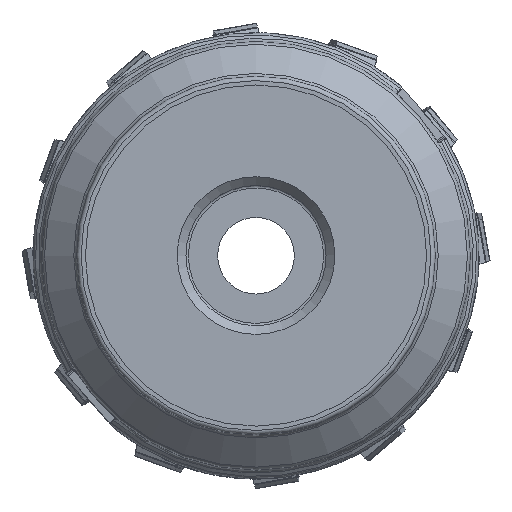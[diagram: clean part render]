
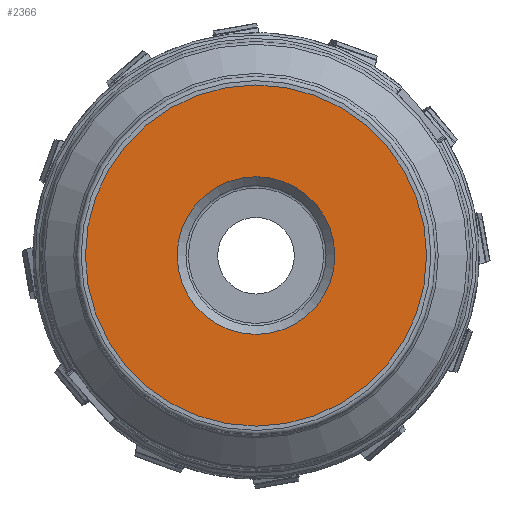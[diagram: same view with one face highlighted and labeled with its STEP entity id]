
A CAD part, top view. The second image highlights one B-rep face of the part: STEP entity #2366.
In plain terms, the highlighted planar face has unit normal (0, 0, 1).
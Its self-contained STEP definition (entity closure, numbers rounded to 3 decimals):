
#1378=FACE_BOUND('',#4886,.T.);
#1379=FACE_BOUND('',#4887,.T.);
#2366=ADVANCED_FACE('CU_BACK_F001',(#1378,#1379),#3385,.F.);
#3385=PLANE('',#19570);
#4886=EDGE_LOOP('',(#7167));
#4887=EDGE_LOOP('',(#7168));
#6161=CIRCLE('',#19567,38.965);
#6162=CIRCLE('',#19569,18.006);
#7167=ORIENTED_EDGE('',*,*,#14362,.F.);
#7168=ORIENTED_EDGE('',*,*,#14361,.T.);
#12469=VERTEX_POINT('',#29216);
#12470=VERTEX_POINT('',#29219);
#14361=EDGE_CURVE('',#12469,#12469,#6161,.T.);
#14362=EDGE_CURVE('',#12470,#12470,#6162,.T.);
#19567=AXIS2_PLACEMENT_3D('',#29215,#22136,#22137);
#19569=AXIS2_PLACEMENT_3D('',#29218,#22140,#22141);
#19570=AXIS2_PLACEMENT_3D('',#29220,#22142,#22143);
#22136=DIRECTION('',(0.,0.,1.));
#22137=DIRECTION('',(-0.175,0.985,0.));
#22140=DIRECTION('',(0.,0.,1.));
#22141=DIRECTION('',(-0.175,0.985,0.));
#22142=DIRECTION('',(0.,0.,-1.));
#22143=DIRECTION('',(0.175,-0.985,0.));
#29215=CARTESIAN_POINT('',(0.,0.,0.));
#29216=CARTESIAN_POINT('',(-6.806,38.366,0.));
#29218=CARTESIAN_POINT('',(0.,0.,0.));
#29219=CARTESIAN_POINT('',(-3.145,17.729,0.));
#29220=CARTESIAN_POINT('',(-38.965,0.,0.));
